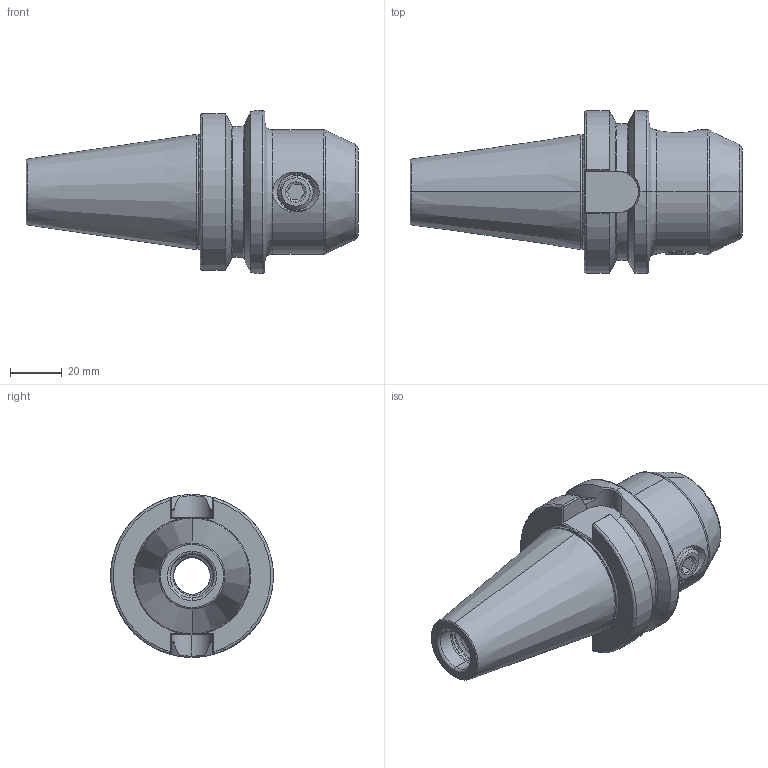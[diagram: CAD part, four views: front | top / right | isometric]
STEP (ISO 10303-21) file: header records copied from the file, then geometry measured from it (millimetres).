
FILE_DESCRIPTION (( 'STEP AP203' ), '1' );
FILE_NAME ('405.04.16.STEP', '2016-08-01T08:41:42', ( '' ), ( '' ), 'SwSTEP 2.0', 'SolidWorks 2012', '' );
FILE_SCHEMA (( 'CONFIG_CONTROL_DESIGN' ));
Length unit declared in the file: millimetre
Products named in the file (3): 405.04.16; 側固14_M14x2_16L
Assembly tree (2 placements, depth 2):
  405.04.16
    405.04.16
    側固14_M14x2_16L
Bounding box: 128.4 x 63 x 63 mm (x, y, z)
Volume: 169336.2 mm3; surface area: 31986.7 mm2
Topology: 2 solids, 2 shells, 196 faces, 508 edges, 320 vertices
Faces by surface type: cylinder 74, plane 40, cone 29, torus 28, bspline 23, sphere 2
Entity records: 17392 total; most frequent: CARTESIAN_POINT 12870, ORIENTED_EDGE 1012, DIRECTION 751, EDGE_CURVE 506, VERTEX_POINT 320, AXIS2_PLACEMENT_3D 298, EDGE_LOOP 206, ADVANCED_FACE 196
